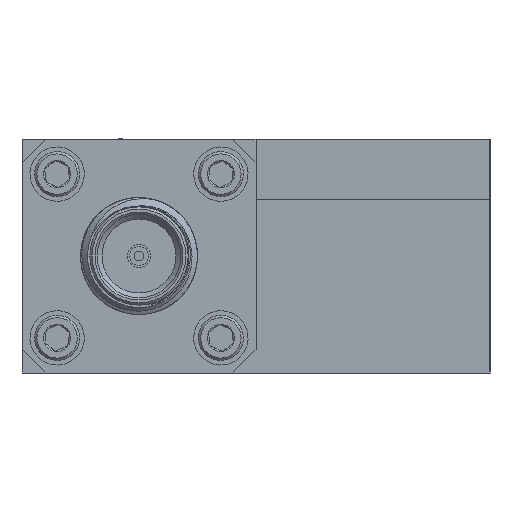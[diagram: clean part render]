
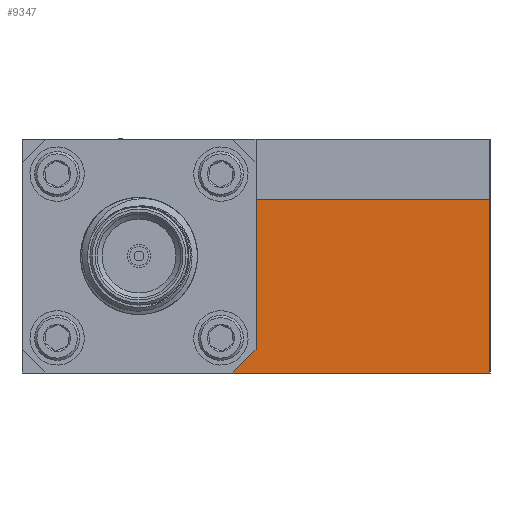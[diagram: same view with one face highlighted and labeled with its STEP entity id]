
A CAD part, left-side view. The second image highlights one B-rep face of the part: STEP entity #9347.
In plain terms, the highlighted planar face has unit normal (-1, 0, 0).
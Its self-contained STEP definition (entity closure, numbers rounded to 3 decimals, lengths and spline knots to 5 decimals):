
#92 = DIRECTION ( 'NONE',  ( 0., 0., 1. ) ) ;
#568 = VECTOR ( 'NONE', #33945, 39.37008 ) ;
#762 = VECTOR ( 'NONE', #2718, 39.37008 ) ;
#1293 = VECTOR ( 'NONE', #92, 39.37008 ) ;
#1319 = PLANE ( 'NONE',  #26457 ) ;
#1412 = LINE ( 'NONE', #23104, #568 ) ;
#2718 = DIRECTION ( 'NONE',  ( 0., 0.707, -0.707 ) ) ;
#3930 = CARTESIAN_POINT ( 'NONE',  ( -1.25, -0.5, 0.12 ) ) ;
#6072 = ORIENTED_EDGE ( 'NONE', *, *, #26858, .F. ) ;
#6163 = CARTESIAN_POINT ( 'NONE',  ( -1.25, -0.5, 0.12 ) ) ;
#6799 = LINE ( 'NONE', #25773, #20760 ) ;
#7847 = VERTEX_POINT ( 'NONE', #13665 ) ;
#8934 = CARTESIAN_POINT ( 'NONE',  ( -1.25, 0., -0.25 ) ) ;
#9347 = ADVANCED_FACE ( 'NONE', ( #31333 ), #1319, .F. ) ;
#12771 = EDGE_LOOP ( 'NONE', ( #6072, #28774, #33133, #22915, #32744 ) ) ;
#12798 = EDGE_CURVE ( 'NONE', #17790, #15276, #20323, .T. ) ;
#12995 = CARTESIAN_POINT ( 'NONE',  ( -1.25, -0.5, -0.25 ) ) ;
#13665 = CARTESIAN_POINT ( 'NONE',  ( -1.25, 0., 0.12 ) ) ;
#14709 = DIRECTION ( 'NONE',  ( 1., 0., 0. ) ) ;
#15276 = VERTEX_POINT ( 'NONE', #18629 ) ;
#15388 = CARTESIAN_POINT ( 'NONE',  ( -1.25, 0.025, -0.225 ) ) ;
#15805 = VERTEX_POINT ( 'NONE', #12995 ) ;
#17790 = VERTEX_POINT ( 'NONE', #28367 ) ;
#18141 = EDGE_CURVE ( 'NONE', #23188, #15805, #1412, .T. ) ;
#18446 = EDGE_CURVE ( 'NONE', #15276, #15805, #6799, .T. ) ;
#18629 = CARTESIAN_POINT ( 'NONE',  ( -1.25, 0.05, -0.25 ) ) ;
#20323 = LINE ( 'NONE', #15388, #762 ) ;
#20751 = VECTOR ( 'NONE', #23601, 39.37008 ) ;
#20760 = VECTOR ( 'NONE', #25599, 39.37008 ) ;
#22915 = ORIENTED_EDGE ( 'NONE', *, *, #18446, .T. ) ;
#23104 = CARTESIAN_POINT ( 'NONE',  ( -1.25, -0.5, 0.25 ) ) ;
#23188 = VERTEX_POINT ( 'NONE', #6163 ) ;
#23601 = DIRECTION ( 'NONE',  ( 0., -1., 0. ) ) ;
#25358 = CARTESIAN_POINT ( 'NONE',  ( -1.25, -0.5, 0.25 ) ) ;
#25599 = DIRECTION ( 'NONE',  ( 0., -1., 0. ) ) ;
#25636 = EDGE_CURVE ( 'NONE', #17790, #7847, #30808, .T. ) ;
#25773 = CARTESIAN_POINT ( 'NONE',  ( -1.25, -0.5, -0.25 ) ) ;
#26457 = AXIS2_PLACEMENT_3D ( 'NONE', #25358, #14709, #34217 ) ;
#26858 = EDGE_CURVE ( 'NONE', #7847, #23188, #31740, .T. ) ;
#28367 = CARTESIAN_POINT ( 'NONE',  ( -1.25, 0., -0.2 ) ) ;
#28774 = ORIENTED_EDGE ( 'NONE', *, *, #25636, .F. ) ;
#30808 = LINE ( 'NONE', #8934, #1293 ) ;
#31333 = FACE_OUTER_BOUND ( 'NONE', #12771, .T. ) ;
#31740 = LINE ( 'NONE', #3930, #20751 ) ;
#32744 = ORIENTED_EDGE ( 'NONE', *, *, #18141, .F. ) ;
#33133 = ORIENTED_EDGE ( 'NONE', *, *, #12798, .T. ) ;
#33945 = DIRECTION ( 'NONE',  ( 0., 0., -1. ) ) ;
#34217 = DIRECTION ( 'NONE',  ( 0., 1., 0. ) ) ;
